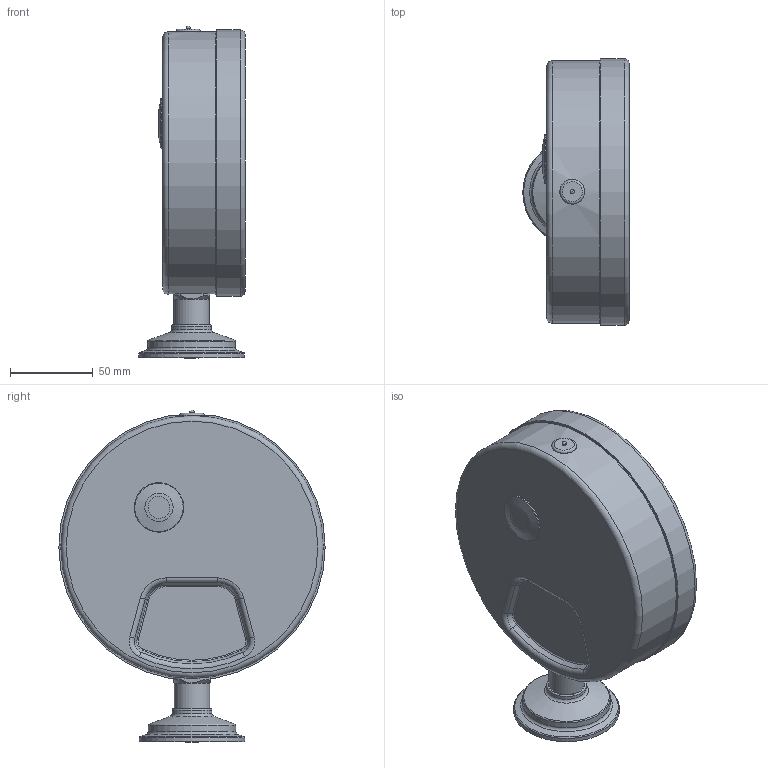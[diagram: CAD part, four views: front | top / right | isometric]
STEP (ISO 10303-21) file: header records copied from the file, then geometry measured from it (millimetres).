
FILE_DESCRIPTION(/* description */ (''),/* implementation_level */ '2;1');
FILE_NAME(/* name */ 'PF160CP_D402_889XX402.stp',/* time_stamp */ '2018-02-02T11:43:49+01:00',/* author */ ('acgl'),/* organization */ (''),/* preprocessor_version */ 'ST-DEVELOPER v15.6',/* originating_system */ 'Autodesk Inventor 2015',/* authorisation */ '');
FILE_SCHEMA (('AUTOMOTIVE_DESIGN { 1 0 10303 214 3 1 1 }'));
Length unit declared in the file: centimetre
Products named in the file (1): PF160CP_D402_889XX402
Bounding box: 64.5 x 161.3 x 201.1 mm (x, y, z)
Volume: 975623 mm3; surface area: 75335.2 mm2
Topology: 1 solids, 1 shells, 85 faces, 176 edges, 105 vertices
Faces by surface type: torus 28, plane 23, cylinder 21, cone 11, sphere 1, bspline 1
Full cylindrical faces by diameter (mm): 2.5 x1, 15 x1, 21.5 x1, 24 x1, 30 x1, 53 x1, 64 x1, 159 x1, 161.3 x1
Entity records: 2248 total; most frequent: CARTESIAN_POINT 412, DIRECTION 388, ORIENTED_EDGE 276, AXIS2_PLACEMENT_3D 178, EDGE_CURVE 136, EDGE_LOOP 131, VERTEX_POINT 99, CIRCLE 93
